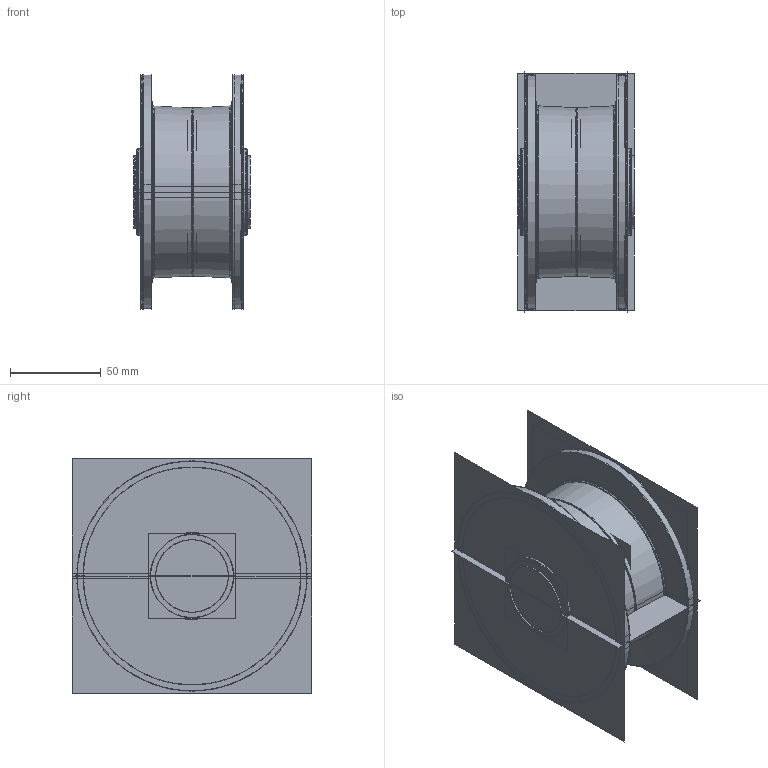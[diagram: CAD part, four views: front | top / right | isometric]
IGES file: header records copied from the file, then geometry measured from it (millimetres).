
Start section:  PTC IGES file: l0820-665841.igs
Global section: file name: l0820-665841.igs; native system: Pro/ENGINEER by Parametric Technology Corporation; preprocessor: 2005310; author: RCRU51; organization: Unknown; date: 070530.143917; units: millimetre
Bounding box: 63.96 x 132.08 x 129.6 mm (x, y, z)
Surface area: 201795.5 mm2 (no closed solid volume)
Topology: 0 solids, 0 shells, 148 faces, 2294 edges, 3032 vertices
Faces by surface type: revolution 108, bspline 40
